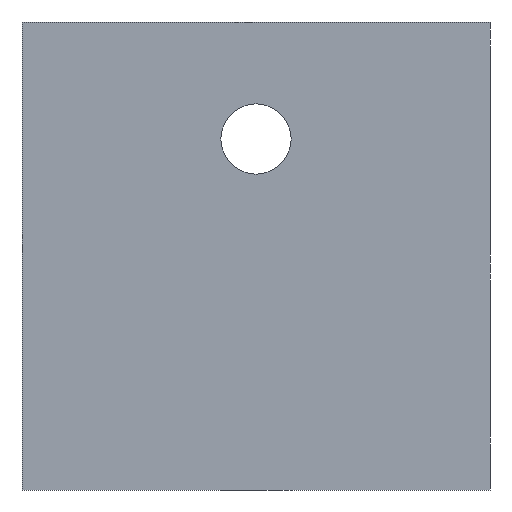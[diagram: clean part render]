
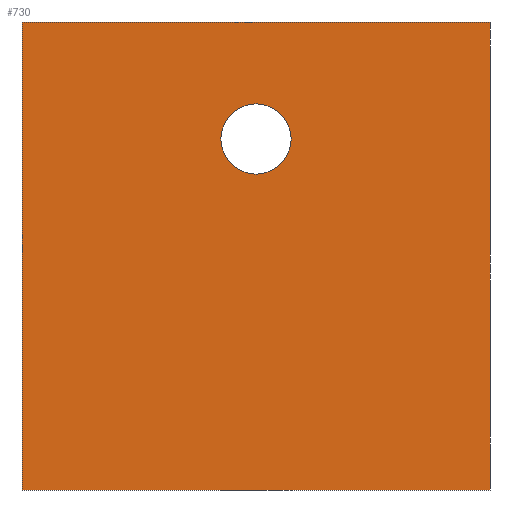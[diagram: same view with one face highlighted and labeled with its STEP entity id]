
A CAD part, front view. The second image highlights one B-rep face of the part: STEP entity #730.
In plain terms, the highlighted planar face has unit normal (0, -1, 0).
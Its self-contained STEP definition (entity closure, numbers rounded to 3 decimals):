
#3 = FACE_BOUND ( 'NONE', #246, .T. ) ;
#22 = DIRECTION ( 'NONE',  ( -1., 0., 0. ) ) ;
#56 = DIRECTION ( 'NONE',  ( 0., 0., 1. ) ) ;
#59 = VERTEX_POINT ( 'NONE', #611 ) ;
#77 = LINE ( 'NONE', #711, #666 ) ;
#88 = EDGE_LOOP ( 'NONE', ( #597, #256, #127, #507 ) ) ;
#127 = ORIENTED_EDGE ( 'NONE', *, *, #635, .F. ) ;
#149 = CIRCLE ( 'NONE', #441, 3. ) ;
#168 = FACE_OUTER_BOUND ( 'NONE', #88, .T. ) ;
#170 = DIRECTION ( 'NONE',  ( 0., -1., 0. ) ) ;
#186 = VERTEX_POINT ( 'NONE', #551 ) ;
#214 = VECTOR ( 'NONE', #682, 1000. ) ;
#226 = AXIS2_PLACEMENT_3D ( 'NONE', #272, #453, #56 ) ;
#235 = LINE ( 'NONE', #291, #214 ) ;
#246 = EDGE_LOOP ( 'NONE', ( #708, #381 ) ) ;
#255 = CARTESIAN_POINT ( 'NONE',  ( 0., 0., 30. ) ) ;
#256 = ORIENTED_EDGE ( 'NONE', *, *, #435, .F. ) ;
#264 = LINE ( 'NONE', #595, #655 ) ;
#272 = CARTESIAN_POINT ( 'NONE',  ( 20., 0., 0. ) ) ;
#279 = CIRCLE ( 'NONE', #658, 3. ) ;
#291 = CARTESIAN_POINT ( 'NONE',  ( 20., 0., 0. ) ) ;
#381 = ORIENTED_EDGE ( 'NONE', *, *, #576, .F. ) ;
#395 = VECTOR ( 'NONE', #715, 1000. ) ;
#420 = VERTEX_POINT ( 'NONE', #427 ) ;
#427 = CARTESIAN_POINT ( 'NONE',  ( 20., 0., 40. ) ) ;
#429 = DIRECTION ( 'NONE',  ( 0., 0., 1. ) ) ;
#435 = EDGE_CURVE ( 'NONE', #522, #59, #599, .T. ) ;
#441 = AXIS2_PLACEMENT_3D ( 'NONE', #255, #665, #429 ) ;
#443 = EDGE_CURVE ( 'NONE', #602, #186, #149, .T. ) ;
#444 = CARTESIAN_POINT ( 'NONE',  ( -20., 0., 40. ) ) ;
#453 = DIRECTION ( 'NONE',  ( 0., 1., 0. ) ) ;
#479 = EDGE_CURVE ( 'NONE', #557, #59, #264, .T. ) ;
#490 = EDGE_CURVE ( 'NONE', #420, #557, #77, .T. ) ;
#502 = CARTESIAN_POINT ( 'NONE',  ( 0., 0., 30. ) ) ;
#507 = ORIENTED_EDGE ( 'NONE', *, *, #490, .T. ) ;
#522 = VERTEX_POINT ( 'NONE', #662 ) ;
#535 = DIRECTION ( 'NONE',  ( 0., 0., -1. ) ) ;
#545 = CARTESIAN_POINT ( 'NONE',  ( 20., 0., 0. ) ) ;
#551 = CARTESIAN_POINT ( 'NONE',  ( 0., 0., 27. ) ) ;
#557 = VERTEX_POINT ( 'NONE', #444 ) ;
#576 = EDGE_CURVE ( 'NONE', #186, #602, #279, .T. ) ;
#595 = CARTESIAN_POINT ( 'NONE',  ( -20., 0., 0. ) ) ;
#597 = ORIENTED_EDGE ( 'NONE', *, *, #479, .T. ) ;
#599 = LINE ( 'NONE', #545, #395 ) ;
#602 = VERTEX_POINT ( 'NONE', #744 ) ;
#611 = CARTESIAN_POINT ( 'NONE',  ( -20., 0., 0. ) ) ;
#635 = EDGE_CURVE ( 'NONE', #420, #522, #235, .T. ) ;
#655 = VECTOR ( 'NONE', #535, 1000. ) ;
#658 = AXIS2_PLACEMENT_3D ( 'NONE', #502, #170, #734 ) ;
#662 = CARTESIAN_POINT ( 'NONE',  ( 20., 0., 0. ) ) ;
#665 = DIRECTION ( 'NONE',  ( 0., -1., 0. ) ) ;
#666 = VECTOR ( 'NONE', #22, 1000. ) ;
#682 = DIRECTION ( 'NONE',  ( 0., 0., -1. ) ) ;
#708 = ORIENTED_EDGE ( 'NONE', *, *, #443, .F. ) ;
#711 = CARTESIAN_POINT ( 'NONE',  ( 20., 0., 40. ) ) ;
#715 = DIRECTION ( 'NONE',  ( -1., 0., 0. ) ) ;
#730 = ADVANCED_FACE ( 'NONE', ( #3, #168 ), #746, .F. ) ;
#734 = DIRECTION ( 'NONE',  ( 0., 0., 1. ) ) ;
#744 = CARTESIAN_POINT ( 'NONE',  ( 0., 0., 33. ) ) ;
#746 = PLANE ( 'NONE',  #226 ) ;
